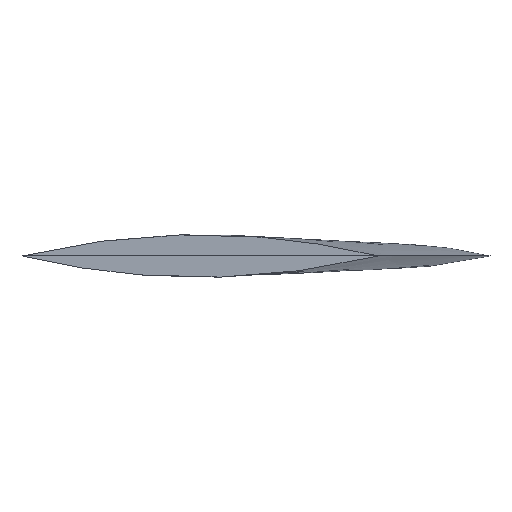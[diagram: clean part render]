
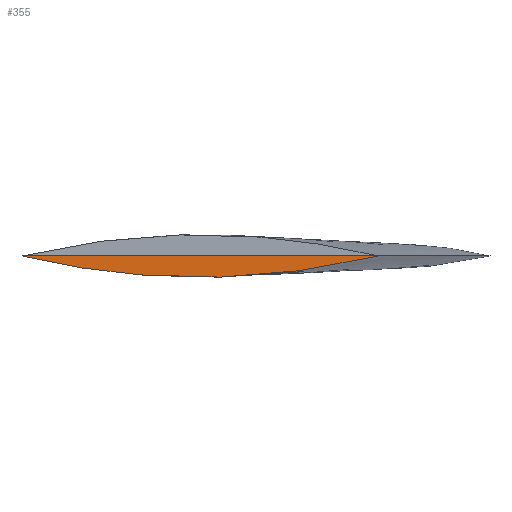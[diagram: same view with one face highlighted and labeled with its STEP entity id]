
A CAD part, front view. The second image highlights one B-rep face of the part: STEP entity #355.
In plain terms, the highlighted face is planar.
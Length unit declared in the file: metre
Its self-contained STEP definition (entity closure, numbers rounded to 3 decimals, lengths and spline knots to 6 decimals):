
#238=CARTESIAN_POINT('',(0.508,0.05123,0.044826));
#239=VERTEX_POINT('',#238);
#240=CARTESIAN_POINT('',(0.6858,0.05123,0.044826));
#241=VERTEX_POINT('',#240);
#242=B_SPLINE_CURVE_WITH_KNOTS('Curve_6',1,(#243, #244, #245, #246, #247, #248, #249, #250, #251, #252, #253, #254, #255, #256, #257, #258, #259),.POLYLINE_FORM.,.F.,.F.,(2,1,1,1,1,1,1,1,1,1,1,1,1,1,1,1,2),(0.,1.,2.,3.,4.,5.,6.,7.,8.,9.,10.,11.,12.,13.,14.,15.,16.),.UNIFORM_KNOTS.);
#243=CARTESIAN_POINT('',(0.508,0.05123,0.044826));
#244=CARTESIAN_POINT('',(0.518944,0.05123,0.044826));
#245=CARTESIAN_POINT('',(0.529953,0.05123,0.044826));
#246=CARTESIAN_POINT('',(0.54102,0.05123,0.044826));
#247=CARTESIAN_POINT('',(0.552136,0.05123,0.044826));
#248=CARTESIAN_POINT('',(0.563291,0.05123,0.044826));
#249=CARTESIAN_POINT('',(0.574477,0.05123,0.044826));
#250=CARTESIAN_POINT('',(0.585684,0.05123,0.044826));
#251=CARTESIAN_POINT('',(0.5969,0.05123,0.044826));
#252=CARTESIAN_POINT('',(0.608116,0.05123,0.044826));
#253=CARTESIAN_POINT('',(0.619323,0.05123,0.044826));
#254=CARTESIAN_POINT('',(0.630509,0.05123,0.044826));
#255=CARTESIAN_POINT('',(0.641664,0.05123,0.044826));
#256=CARTESIAN_POINT('',(0.65278,0.05123,0.044826));
#257=CARTESIAN_POINT('',(0.663847,0.05123,0.044826));
#258=CARTESIAN_POINT('',(0.674856,0.05123,0.044826));
#259=CARTESIAN_POINT('',(0.6858,0.05123,0.044826));
#260=EDGE_CURVE('Edge_6',#239,#241,#242,.T.);
#261=CARTESIAN_POINT('',(0.6858,0.05123,0.044826));
#262=VERTEX_POINT('',#261);
#263=CARTESIAN_POINT('',(0.508,0.05123,0.044826));
#264=VERTEX_POINT('',#263);
#265=B_SPLINE_CURVE_WITH_KNOTS('Curve_7',1,(#266, #267, #268, #269, #270, #271, #272, #273, #274, #275, #276, #277, #278, #279, #280, #281, #282, #283, #284, #285, #286, #287, #288, #289, #290, #291, #292, #293, #294, #295, #296, #297, #298),.POLYLINE_FORM.,.F.,.F.,(2,1,1,1,1,1,1,1,1,1,1,1,1,1,1,1,1,1,1,1,1,1,1,1,1,1,1,1,1,1,1,1,2),(0.,1.,2.,3.,4.,5.,6.,7.,8.,9.,10.,11.,12.,13.,14.,15.,16.,17.,18.,19.,20.,21.,22.,23.,24.,25.,26.,27.,28.,29.,30.,31.,32.),.UNIFORM_KNOTS.);
#266=CARTESIAN_POINT('',(0.6858,0.05123,0.044826));
#267=CARTESIAN_POINT('',(0.680337,0.05123,0.043555));
#268=CARTESIAN_POINT('',(0.674856,0.05123,0.042361));
#269=CARTESIAN_POINT('',(0.669359,0.05123,0.041245));
#270=CARTESIAN_POINT('',(0.663847,0.05123,0.040208));
#271=CARTESIAN_POINT('',(0.65832,0.05123,0.03925));
#272=CARTESIAN_POINT('',(0.65278,0.05123,0.038373));
#273=CARTESIAN_POINT('',(0.647228,0.05123,0.037577));
#274=CARTESIAN_POINT('',(0.641664,0.05123,0.036863));
#275=CARTESIAN_POINT('',(0.636091,0.05123,0.036231));
#276=CARTESIAN_POINT('',(0.630509,0.05123,0.035683));
#277=CARTESIAN_POINT('',(0.624919,0.05123,0.035218));
#278=CARTESIAN_POINT('',(0.619323,0.05123,0.034837));
#279=CARTESIAN_POINT('',(0.613722,0.05123,0.03454));
#280=CARTESIAN_POINT('',(0.608116,0.05123,0.034328));
#281=CARTESIAN_POINT('',(0.602509,0.05123,0.0342));
#282=CARTESIAN_POINT('',(0.5969,0.05123,0.034158));
#283=CARTESIAN_POINT('',(0.591291,0.05123,0.0342));
#284=CARTESIAN_POINT('',(0.585684,0.05123,0.034328));
#285=CARTESIAN_POINT('',(0.580078,0.05123,0.03454));
#286=CARTESIAN_POINT('',(0.574477,0.05123,0.034837));
#287=CARTESIAN_POINT('',(0.568881,0.05123,0.035218));
#288=CARTESIAN_POINT('',(0.563291,0.05123,0.035683));
#289=CARTESIAN_POINT('',(0.557709,0.05123,0.036231));
#290=CARTESIAN_POINT('',(0.552136,0.05123,0.036863));
#291=CARTESIAN_POINT('',(0.546572,0.05123,0.037577));
#292=CARTESIAN_POINT('',(0.54102,0.05123,0.038373));
#293=CARTESIAN_POINT('',(0.53548,0.05123,0.03925));
#294=CARTESIAN_POINT('',(0.529953,0.05123,0.040208));
#295=CARTESIAN_POINT('',(0.524441,0.05123,0.041245));
#296=CARTESIAN_POINT('',(0.518944,0.05123,0.042361));
#297=CARTESIAN_POINT('',(0.513463,0.05123,0.043555));
#298=CARTESIAN_POINT('',(0.508,0.05123,0.044826));
#299=EDGE_CURVE('Edge_7',#262,#264,#265,.T.);
#346=PLANE('Plane_VISVRVRBFM Elevator 0 0',#350);
#347=CARTESIAN_POINT('',(0.5969,0.05123,0.039492));
#348=DIRECTION('',(0.,1.,0.));
#349=DIRECTION('',(0.,0.,-1.));
#350=AXIS2_PLACEMENT_3D('',#347,#348,#349);
#351=ORIENTED_EDGE('',*,*,#299,.T.);
#352=ORIENTED_EDGE('',*,*,#260,.T.);
#353=EDGE_LOOP('',(#351, #352));
#354=FACE_OUTER_BOUND('',#353,.T.);
#355=ADVANCED_FACE('',(#354),#346,.T.);
